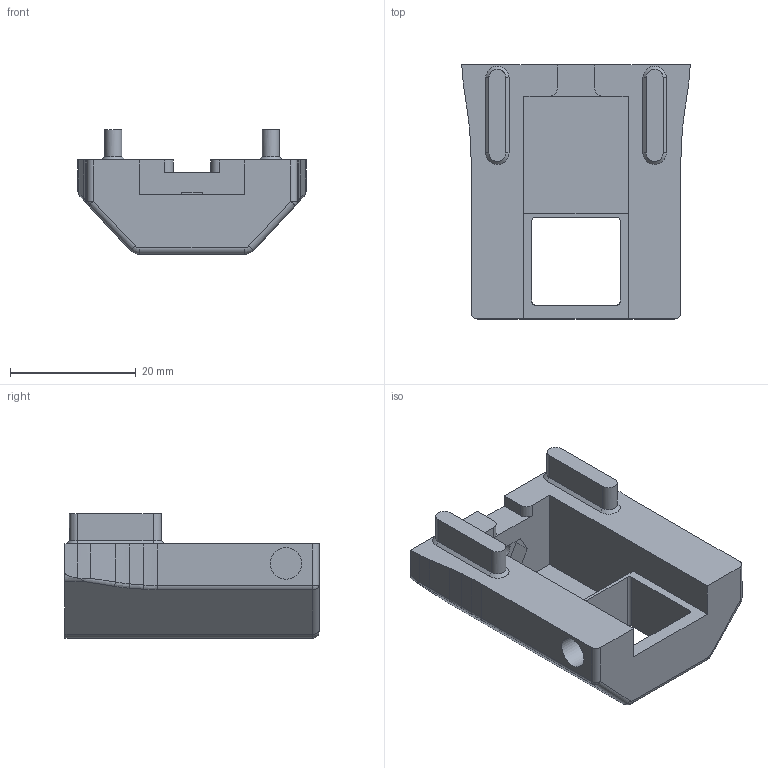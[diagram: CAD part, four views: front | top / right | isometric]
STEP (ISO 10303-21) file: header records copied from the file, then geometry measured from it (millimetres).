
FILE_DESCRIPTION(/* description */ ('STEP AP242','CAx-IF Rec.Pracs.---Representation and Presentation of Product Manufacturing Information (PMI)---4.0---2014-10-13','CAx-IF Rec.Pracs.---3D Tessellated Geometry---0.4---2014-09-14','2;1'),/* implementation_level */ '2;1');
FILE_NAME(/* name */ 'Turd Herder V3 - Chimney',/* time_stamp */ '2025-09-01T02:08:01Z',/* author */ (''),/* organization */ (''),/* preprocessor_version */ 'ST-DEVELOPER v20',/* originating_system */ 'ONSHAPE BY PTC INC, 1.203',/* authorisation */ ' ');
FILE_SCHEMA (('AP242_MANAGED_MODEL_BASED_3D_ENGINEERING_MIM_LF { 1 0 10303 442 1 1 4 }'));
Length unit declared in the file: metre
Products named in the file (1): Chimney
Bounding box: 36.33 x 40.4 x 19.8 mm (x, y, z)
Volume: 10383.4 mm3; surface area: 6007 mm2
Topology: 1 solids, 1 shells, 93 faces, 234 edges, 146 vertices
Faces by surface type: plane 47, cylinder 34, bspline 8, sphere 2, torus 2
Full cylindrical faces by diameter (mm): 3.7 x1, 5 x2
Entity records: 2929 total; most frequent: CARTESIAN_POINT 711, ORIENTED_EDGE 458, DIRECTION 445, EDGE_CURVE 229, AXIS2_PLACEMENT_3D 152, VERTEX_POINT 146, LINE 141, VECTOR 141
